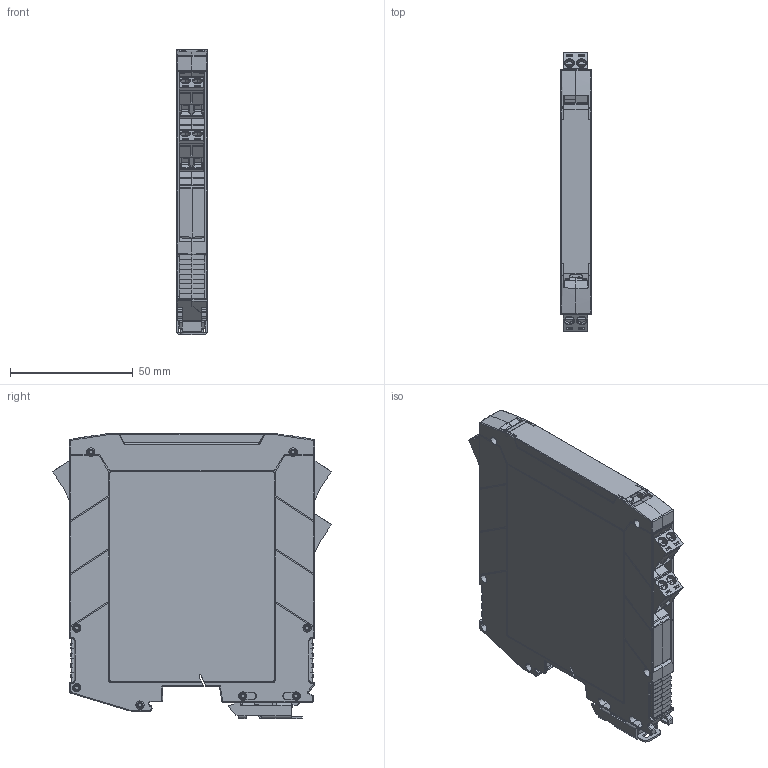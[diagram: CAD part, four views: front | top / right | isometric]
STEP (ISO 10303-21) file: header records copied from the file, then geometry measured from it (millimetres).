
FILE_DESCRIPTION (( 'STEP AP214' ), '1' );
FILE_NAME ('XTD2-N40140F-PT1.STEP', '2025-05-19T18:33:58', ( '' ), ( '' ), 'SwSTEP 2.0', 'SolidWorks 2024', '' );
FILE_SCHEMA (( 'AUTOMOTIVE_DESIGN' ));
Length unit declared in the file: inch
Products named in the file (1): XTD2-N40140F-PT1
Bounding box: 12.6 x 113.75 x 116.25 mm (x, y, z)
Volume: 39486.3 mm3; surface area: 65461.2 mm2
Topology: 14 solids, 14 shells, 3337 faces, 8866 edges, 5673 vertices
Faces by surface type: plane 1910, cylinder 596, cone 446, torus 264, bspline 114, sphere 7
Entity records: 143293 total; most frequent: CARTESIAN_POINT 62240, ORIENTED_EDGE 17732, DIRECTION 15722, EDGE_CURVE 8866, VERTEX_POINT 5673, VECTOR 5286, LINE 5286, AXIS2_PLACEMENT_3D 5218
